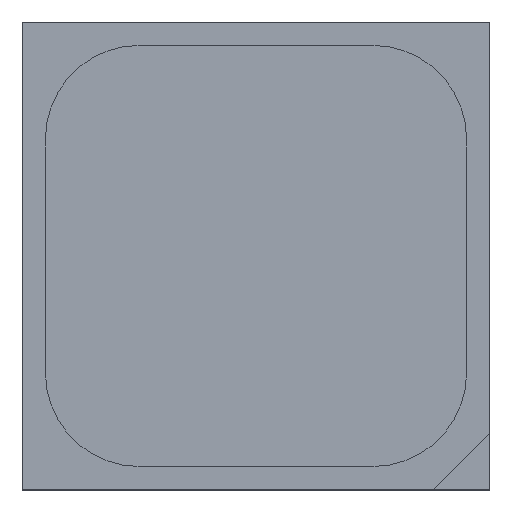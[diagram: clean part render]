
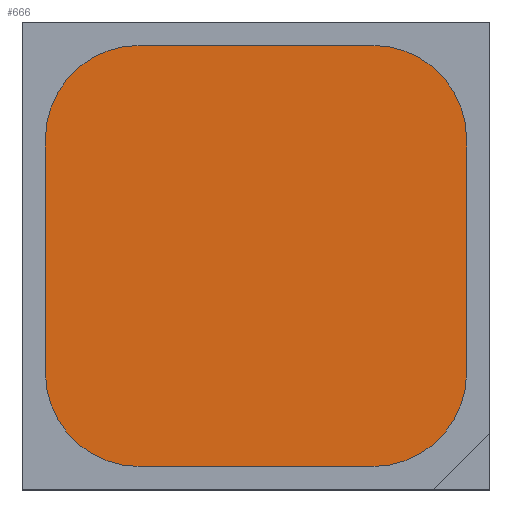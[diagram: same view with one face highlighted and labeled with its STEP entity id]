
A CAD part, top view. The second image highlights one B-rep face of the part: STEP entity #666.
In plain terms, the highlighted planar face has unit normal (0, 0, 1).
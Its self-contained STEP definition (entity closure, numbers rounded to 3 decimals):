
#19 = VECTOR ( 'NONE', #67, 1000. ) ;
#24 = VERTEX_POINT ( 'NONE', #1625 ) ;
#67 = DIRECTION ( 'NONE',  ( -1., 0., 0. ) ) ;
#102 = AXIS2_PLACEMENT_3D ( 'NONE', #1712, #511, #1902 ) ;
#132 = CARTESIAN_POINT ( 'NONE',  ( -2.25, -1.25, 0. ) ) ;
#176 = ORIENTED_EDGE ( 'NONE', *, *, #248, .F. ) ;
#196 = VECTOR ( 'NONE', #604, 1000. ) ;
#197 = DIRECTION ( 'NONE',  ( 1., 0., 0. ) ) ;
#205 = ORIENTED_EDGE ( 'NONE', *, *, #1656, .F. ) ;
#216 = LINE ( 'NONE', #1904, #19 ) ;
#225 = CARTESIAN_POINT ( 'NONE',  ( 1.25, -2.25, 0. ) ) ;
#243 = EDGE_CURVE ( 'NONE', #744, #879, #1233, .T. ) ;
#248 = EDGE_CURVE ( 'NONE', #24, #744, #1384, .T. ) ;
#268 = EDGE_CURVE ( 'NONE', #1102, #1142, #601, .T. ) ;
#318 = EDGE_CURVE ( 'NONE', #879, #1102, #216, .T. ) ;
#347 = CARTESIAN_POINT ( 'NONE',  ( -1.25, 2.25, 0. ) ) ;
#382 = DIRECTION ( 'NONE',  ( 0., -1., 0. ) ) ;
#403 = ORIENTED_EDGE ( 'NONE', *, *, #268, .F. ) ;
#499 = VERTEX_POINT ( 'NONE', #1287 ) ;
#511 = DIRECTION ( 'NONE',  ( 0., 0., -1. ) ) ;
#563 = DIRECTION ( 'NONE',  ( 0., 0., 1. ) ) ;
#601 = CIRCLE ( 'NONE', #1761, 1. ) ;
#604 = DIRECTION ( 'NONE',  ( 0., 1., 0. ) ) ;
#651 = CARTESIAN_POINT ( 'NONE',  ( 1.25, 1.25, 0. ) ) ;
#666 = ADVANCED_FACE ( 'NONE', ( #2204 ), #2311, .T. ) ;
#672 = VECTOR ( 'NONE', #2464, 1000. ) ;
#732 = EDGE_LOOP ( 'NONE', ( #1070, #778, #1455, #205, #403, #1725, #2362, #176 ) ) ;
#744 = VERTEX_POINT ( 'NONE', #1184 ) ;
#773 = AXIS2_PLACEMENT_3D ( 'NONE', #2128, #563, #2496 ) ;
#778 = ORIENTED_EDGE ( 'NONE', *, *, #1683, .F. ) ;
#879 = VERTEX_POINT ( 'NONE', #225 ) ;
#973 = CARTESIAN_POINT ( 'NONE',  ( 1.25, -1.25, 0. ) ) ;
#1070 = ORIENTED_EDGE ( 'NONE', *, *, #2439, .F. ) ;
#1089 = AXIS2_PLACEMENT_3D ( 'NONE', #973, #2153, #2332 ) ;
#1096 = EDGE_CURVE ( 'NONE', #499, #2096, #1496, .T. ) ;
#1102 = VERTEX_POINT ( 'NONE', #2273 ) ;
#1142 = VERTEX_POINT ( 'NONE', #132 ) ;
#1184 = CARTESIAN_POINT ( 'NONE',  ( 2.25, -1.25, 0. ) ) ;
#1233 = CIRCLE ( 'NONE', #1089, 1. ) ;
#1286 = VECTOR ( 'NONE', #382, 1000. ) ;
#1287 = CARTESIAN_POINT ( 'NONE',  ( -2.25, 1.25, 0. ) ) ;
#1384 = LINE ( 'NONE', #1588, #1286 ) ;
#1392 = CARTESIAN_POINT ( 'NONE',  ( -1.25, -1.25, 0. ) ) ;
#1435 = DIRECTION ( 'NONE',  ( 0., 0., -1. ) ) ;
#1455 = ORIENTED_EDGE ( 'NONE', *, *, #1096, .F. ) ;
#1496 = CIRCLE ( 'NONE', #102, 1. ) ;
#1516 = AXIS2_PLACEMENT_3D ( 'NONE', #651, #1435, #1844 ) ;
#1588 = CARTESIAN_POINT ( 'NONE',  ( 2.25, 0., 0. ) ) ;
#1593 = DIRECTION ( 'NONE',  ( 0., 0., -1. ) ) ;
#1625 = CARTESIAN_POINT ( 'NONE',  ( 2.25, 1.25, 0. ) ) ;
#1656 = EDGE_CURVE ( 'NONE', #1142, #499, #1727, .T. ) ;
#1670 = LINE ( 'NONE', #2492, #672 ) ;
#1683 = EDGE_CURVE ( 'NONE', #2096, #2193, #1670, .T. ) ;
#1712 = CARTESIAN_POINT ( 'NONE',  ( -1.25, 1.25, 0. ) ) ;
#1725 = ORIENTED_EDGE ( 'NONE', *, *, #318, .F. ) ;
#1727 = LINE ( 'NONE', #1792, #196 ) ;
#1761 = AXIS2_PLACEMENT_3D ( 'NONE', #1392, #1593, #197 ) ;
#1792 = CARTESIAN_POINT ( 'NONE',  ( -2.25, 0., 0. ) ) ;
#1844 = DIRECTION ( 'NONE',  ( 1., 0., 0. ) ) ;
#1902 = DIRECTION ( 'NONE',  ( 1., 0., 0. ) ) ;
#1904 = CARTESIAN_POINT ( 'NONE',  ( 0., -2.25, 0. ) ) ;
#2096 = VERTEX_POINT ( 'NONE', #347 ) ;
#2128 = CARTESIAN_POINT ( 'NONE',  ( 0., 0., 0. ) ) ;
#2153 = DIRECTION ( 'NONE',  ( 0., 0., -1. ) ) ;
#2186 = CIRCLE ( 'NONE', #1516, 1. ) ;
#2193 = VERTEX_POINT ( 'NONE', #2206 ) ;
#2204 = FACE_OUTER_BOUND ( 'NONE', #732, .T. ) ;
#2206 = CARTESIAN_POINT ( 'NONE',  ( 1.25, 2.25, 0. ) ) ;
#2273 = CARTESIAN_POINT ( 'NONE',  ( -1.25, -2.25, 0. ) ) ;
#2311 = PLANE ( 'NONE',  #773 ) ;
#2332 = DIRECTION ( 'NONE',  ( 1., 0., 0. ) ) ;
#2362 = ORIENTED_EDGE ( 'NONE', *, *, #243, .F. ) ;
#2439 = EDGE_CURVE ( 'NONE', #2193, #24, #2186, .T. ) ;
#2464 = DIRECTION ( 'NONE',  ( 1., 0., 0. ) ) ;
#2492 = CARTESIAN_POINT ( 'NONE',  ( 0., 2.25, 0. ) ) ;
#2496 = DIRECTION ( 'NONE',  ( 1., 0., 0. ) ) ;
